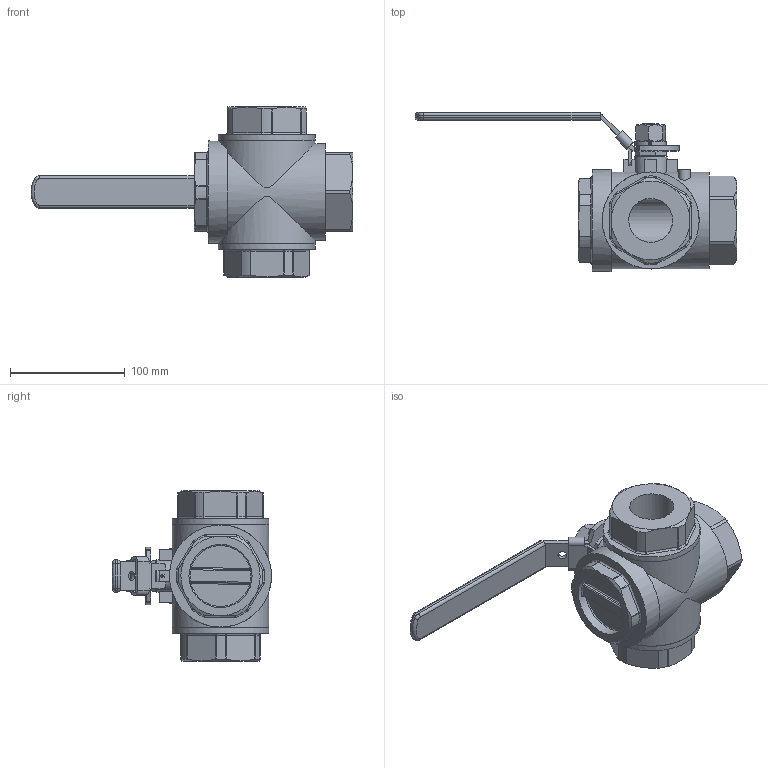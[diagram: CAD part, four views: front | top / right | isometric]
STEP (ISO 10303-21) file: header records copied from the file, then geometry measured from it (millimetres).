
FILE_DESCRIPTION(/* description */ ('Unknown'),/* implementation_level */ '2;1');
FILE_NAME(/* name */ '20200903-K-301-T-DN50',/* time_stamp */ '2020-09-03T17:03:07+08:00',/* author */ ('Unknown'),/* organization */ ('Unknown'),/* preprocessor_version */ 'ST-DEVELOPER v16.7',/* originating_system */ 'DEX',/* authorisation */ $);
FILE_SCHEMA (('AUTOMOTIVE_DESIGN {1 0 10303 214 3 1 1}'));
Length unit declared in the file: millimetre
Products named in the file (1): K-301T DN50
Bounding box: 280 x 138.4 x 148 mm (x, y, z)
Volume: 889917.6 mm3; surface area: 116907.8 mm2
Topology: 1 solids, 2 shells, 466 faces, 1180 edges, 732 vertices
Faces by surface type: plane 188, cylinder 140, torus 65, cone 46, bspline 19, sphere 8
Full cylindrical faces by diameter (mm): 5 x2, 6 x1, 7.6 x1, 14.4 x1, 15.7 x1, 15.875 x1, 23.5 x1, 23.6 x1, 28.6 x1, 38.2 x3, 55 x1, 84.1 x2, 84.3 x2, 84.4 x1, 88.8 x1
Entity records: 14966 total; most frequent: CARTESIAN_POINT 4054, ORIENTED_EDGE 2268, DIRECTION 2257, EDGE_CURVE 1134, AXIS2_PLACEMENT_3D 862, VERTEX_POINT 714, LINE 533, VECTOR 533
